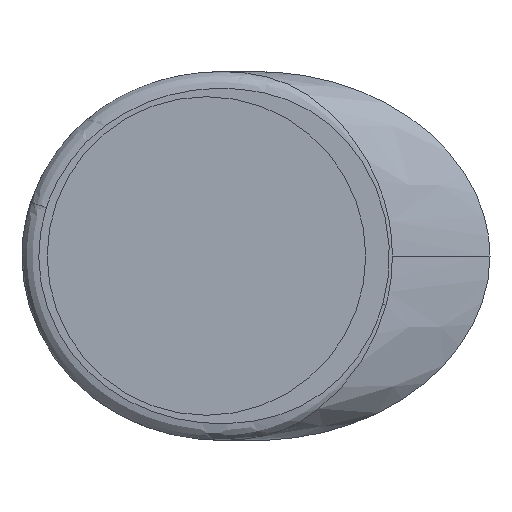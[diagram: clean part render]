
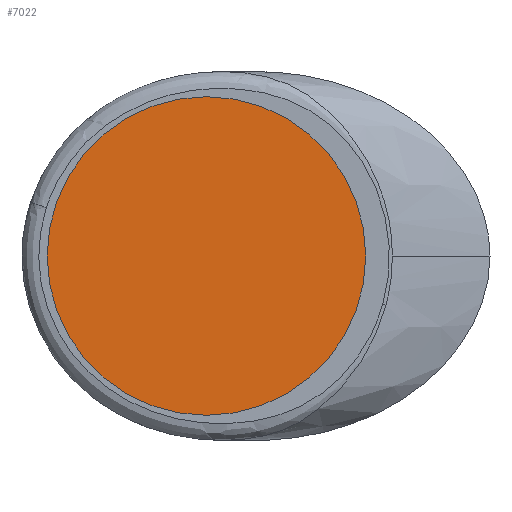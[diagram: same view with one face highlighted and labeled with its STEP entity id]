
A CAD part, left-side view. The second image highlights one B-rep face of the part: STEP entity #7022.
In plain terms, the highlighted planar face has unit normal (-1, 0, 0).
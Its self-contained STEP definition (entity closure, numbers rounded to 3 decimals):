
#214 = CARTESIAN_POINT ( 'NONE',  ( 80., -11., 0. ) ) ;
#455 = DIRECTION ( 'NONE',  ( 0., 0., 1. ) ) ;
#752 = DIRECTION ( 'NONE',  ( 1., 0., 0. ) ) ;
#1544 = DIRECTION ( 'NONE',  ( 0., 0., 1. ) ) ;
#1693 = DIRECTION ( 'NONE',  ( 1., 0., 0. ) ) ;
#2055 = EDGE_LOOP ( 'NONE', ( #7952, #12820 ) ) ;
#2076 = DIRECTION ( 'NONE',  ( 0., 0., 1. ) ) ;
#2610 = AXIS2_PLACEMENT_3D ( 'NONE', #214, #1693, #455 ) ;
#3230 = EDGE_CURVE ( 'NONE', #12932, #16051, #8943, .T. ) ;
#3521 = PLANE ( 'NONE',  #6316 ) ;
#6215 = CARTESIAN_POINT ( 'NONE',  ( 80., -11., -9.5 ) ) ;
#6316 = AXIS2_PLACEMENT_3D ( 'NONE', #9141, #6582, #1544 ) ;
#6582 = DIRECTION ( 'NONE',  ( -1., 0., 0. ) ) ;
#7022 = ADVANCED_FACE ( 'NONE', ( #9810 ), #3521, .T. ) ;
#7952 = ORIENTED_EDGE ( 'NONE', *, *, #10861, .F. ) ;
#8943 = CIRCLE ( 'NONE', #2610, 9.5 ) ;
#9141 = CARTESIAN_POINT ( 'NONE',  ( 80., 0., 0. ) ) ;
#9810 = FACE_OUTER_BOUND ( 'NONE', #2055, .T. ) ;
#10861 = EDGE_CURVE ( 'NONE', #16051, #12932, #15259, .T. ) ;
#12820 = ORIENTED_EDGE ( 'NONE', *, *, #3230, .F. ) ;
#12932 = VERTEX_POINT ( 'NONE', #15166 ) ;
#14198 = AXIS2_PLACEMENT_3D ( 'NONE', #14616, #752, #2076 ) ;
#14616 = CARTESIAN_POINT ( 'NONE',  ( 80., -11., 0. ) ) ;
#15166 = CARTESIAN_POINT ( 'NONE',  ( 80., -11., 9.5 ) ) ;
#15259 = CIRCLE ( 'NONE', #14198, 9.5 ) ;
#16051 = VERTEX_POINT ( 'NONE', #6215 ) ;
